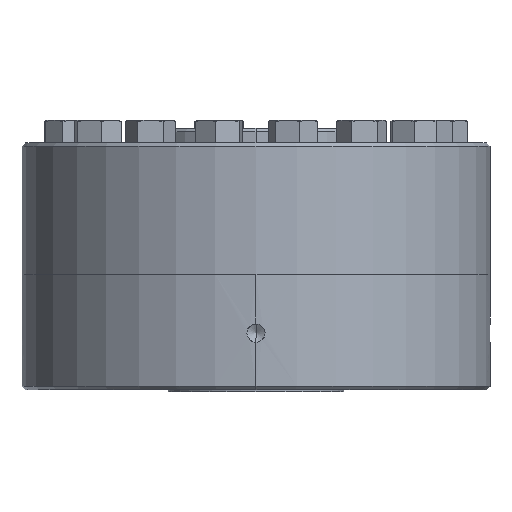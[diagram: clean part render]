
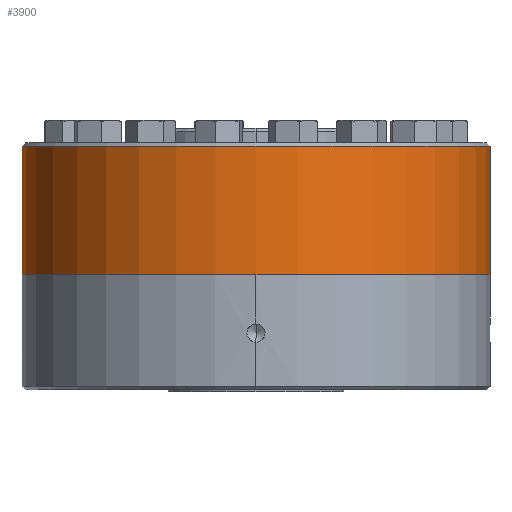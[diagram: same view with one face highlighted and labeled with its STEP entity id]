
A CAD part, left-side view. The second image highlights one B-rep face of the part: STEP entity #3900.
In plain terms, the highlighted cylindrical face has radius 101.575 mm (diameter 203.149 mm), a partial arc.
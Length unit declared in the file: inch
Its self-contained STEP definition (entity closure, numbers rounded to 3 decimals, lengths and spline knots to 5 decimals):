
#394 = CARTESIAN_POINT ( 'NONE',  ( 0., 3.999, -2.25 ) ) ;
#1154 = CARTESIAN_POINT ( 'NONE',  ( 0., -3.999, -2.25 ) ) ;
#1253 = LINE ( 'NONE', #1254, #1255 ) ;
#1254 = CARTESIAN_POINT ( 'NONE',  ( 0., -3.999, -0.06 ) ) ;
#1255 = VECTOR ( 'NONE', #1256, 39.37008 ) ;
#1256 = DIRECTION ( 'NONE',  ( 0., 0., -1. ) ) ;
#1792 = CARTESIAN_POINT ( 'NONE',  ( 0., -3.999, -0.06 ) ) ;
#1905 = ORIENTED_EDGE ( 'NONE', *, *, #5828, .T. ) ;
#1960 = CARTESIAN_POINT ( 'NONE',  ( 0., 3.999, -0.06 ) ) ;
#2486 = ORIENTED_EDGE ( 'NONE', *, *, #5554, .T. ) ;
#3063 = ORIENTED_EDGE ( 'NONE', *, *, #6714, .F. ) ;
#3632 = EDGE_LOOP ( 'NONE', ( #3063, #2486, #1905, #4782 ) ) ;
#3900 = ADVANCED_FACE ( 'NONE', ( #8477 ), #8478, .T. ) ;
#4680 = EDGE_CURVE ( 'NONE', #6045, #6467, #9637, .T. ) ;
#4782 = ORIENTED_EDGE ( 'NONE', *, *, #4680, .T. ) ;
#5554 = EDGE_CURVE ( 'NONE', #7691, #7934, #12834, .T. ) ;
#5828 = EDGE_CURVE ( 'NONE', #7934, #6045, #13596, .T. ) ;
#6045 = VERTEX_POINT ( 'NONE', #394 ) ;
#6467 = VERTEX_POINT ( 'NONE', #1154 ) ;
#6714 = EDGE_CURVE ( 'NONE', #7691, #6467, #1253, .T. ) ;
#7691 = VERTEX_POINT ( 'NONE', #1792 ) ;
#7934 = VERTEX_POINT ( 'NONE', #1960 ) ;
#8477 = FACE_OUTER_BOUND ( 'NONE', #3632, .T. ) ;
#8478 = CYLINDRICAL_SURFACE ( 'NONE', #8479, 3.999 ) ;
#8479 = AXIS2_PLACEMENT_3D ( 'NONE', #8480, #8481, #8487 ) ;
#8480 = CARTESIAN_POINT ( 'NONE',  ( 0., 0., -0.06 ) ) ;
#8481 = DIRECTION ( 'NONE',  ( 0., 0., -1. ) ) ;
#8487 = DIRECTION ( 'NONE',  ( 0., 1., 0. ) ) ;
#9637 = CIRCLE ( 'NONE', #9638, 3.999 ) ;
#9638 = AXIS2_PLACEMENT_3D ( 'NONE', #9639, #9640, #9641 ) ;
#9639 = CARTESIAN_POINT ( 'NONE',  ( 0., 0., -2.25 ) ) ;
#9640 = DIRECTION ( 'NONE',  ( 0., 0., 1. ) ) ;
#9641 = DIRECTION ( 'NONE',  ( 0., 1., 0. ) ) ;
#12834 = CIRCLE ( 'NONE', #12839, 3.999 ) ;
#12839 = AXIS2_PLACEMENT_3D ( 'NONE', #12840, #12841, #12842 ) ;
#12840 = CARTESIAN_POINT ( 'NONE',  ( 0., 0., -0.06 ) ) ;
#12841 = DIRECTION ( 'NONE',  ( 0., 0., -1. ) ) ;
#12842 = DIRECTION ( 'NONE',  ( 0., 1., 0. ) ) ;
#13596 = LINE ( 'NONE', #13597, #13598 ) ;
#13597 = CARTESIAN_POINT ( 'NONE',  ( 0., 3.999, -0.06 ) ) ;
#13598 = VECTOR ( 'NONE', #13599, 39.37008 ) ;
#13599 = DIRECTION ( 'NONE',  ( 0., 0., -1. ) ) ;
